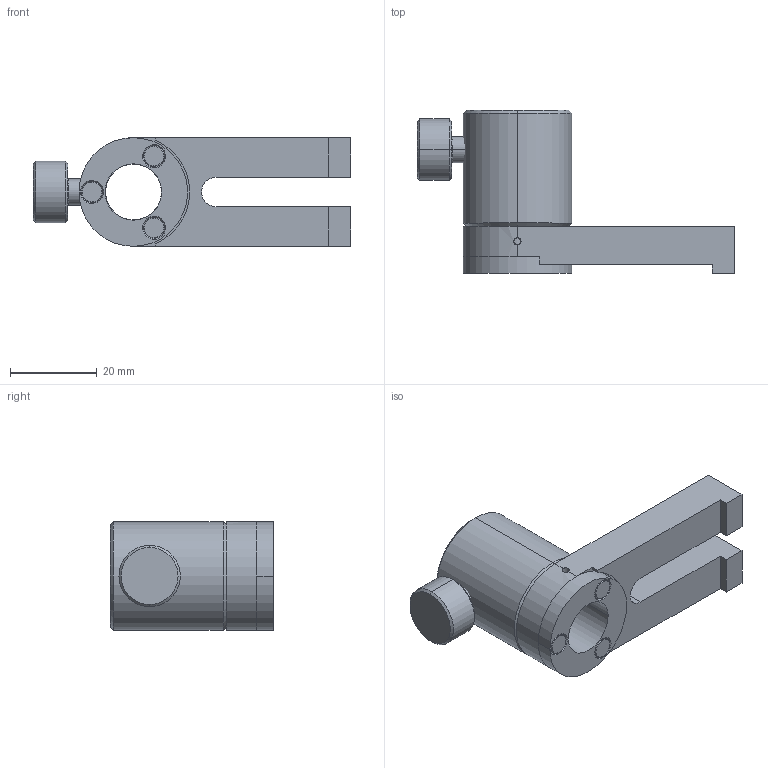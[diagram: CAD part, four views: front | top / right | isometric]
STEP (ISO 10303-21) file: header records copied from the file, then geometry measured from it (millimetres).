
FILE_DESCRIPTION (( 'STEP AP203' ), '1' );
FILE_NAME ('523951.STEP', '2019-10-16T01:53:53', ( '' ), ( '' ), 'SwSTEP 2.0', 'SolidWorks 2016', '' );
FILE_SCHEMA (( 'CONFIG_CONTROL_DESIGN' ));
Length unit declared in the file: millimetre
Products named in the file (2): 523951
Bounding box: 73 x 37.55 x 24.99 mm (x, y, z)
Volume: 22430.6 mm3; surface area: 12079.9 mm2
Topology: 7 solids, 7 shells, 120 faces, 277 edges, 168 vertices
Faces by surface type: cylinder 46, plane 36, cone 26, torus 12
Entity records: 3622 total; most frequent: CARTESIAN_POINT 707, DIRECTION 621, ORIENTED_EDGE 538, EDGE_CURVE 269, AXIS2_PLACEMENT_3D 248, VERTEX_POINT 168, EDGE_LOOP 135, CIRCLE 126
